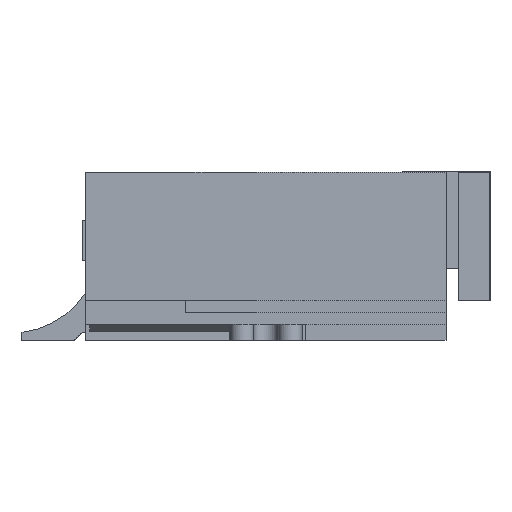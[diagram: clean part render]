
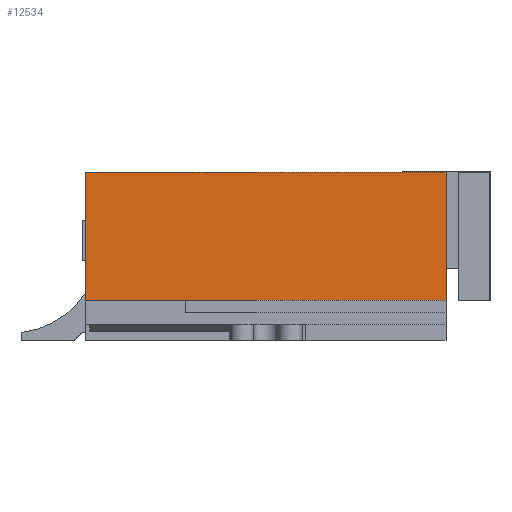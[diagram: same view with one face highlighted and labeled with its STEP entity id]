
A CAD part, left-side view. The second image highlights one B-rep face of the part: STEP entity #12534.
In plain terms, the highlighted planar face has unit normal (-1, 0, 0).
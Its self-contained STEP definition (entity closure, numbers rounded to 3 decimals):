
#12534=ADVANCED_FACE('',(#22244),#22246,.F.);
#22244=FACE_BOUND('',#22245,.T.);
#22245=EDGE_LOOP('',(#30819,#30820,#30821,#30822));
#22246=PLANE('',#22247);
#22247=AXIS2_PLACEMENT_3D('',#22248,#22249,#22250);
#22248=CARTESIAN_POINT('',(-2.4,0.,0.));
#22249=DIRECTION('',(1.,0.,0.));
#22250=DIRECTION('',(0.,1.,0.));
#30819=ORIENTED_EDGE('',*,*,#35107,.F.);
#30820=ORIENTED_EDGE('',*,*,#35104,.F.);
#30821=ORIENTED_EDGE('',*,*,#35101,.F.);
#30822=ORIENTED_EDGE('',*,*,#35097,.F.);
#35097=EDGE_CURVE('',#42124,#42125,#42126,.T.);
#35101=EDGE_CURVE('',#42125,#42132,#42133,.T.);
#35104=EDGE_CURVE('',#42132,#42137,#42138,.T.);
#35107=EDGE_CURVE('',#42137,#42124,#42142,.T.);
#42124=VERTEX_POINT('',#57999);
#42125=VERTEX_POINT('',#58000);
#42126=LINE('',#58001,#58002);
#42132=VERTEX_POINT('',#58015);
#42133=LINE('',#58016,#58017);
#42137=VERTEX_POINT('',#58026);
#42138=LINE('',#58027,#58028);
#42142=LINE('',#58037,#58038);
#57999=CARTESIAN_POINT('',(-2.4,-5.25,0.5));
#58000=CARTESIAN_POINT('',(-2.4,-0.75,0.5));
#58001=CARTESIAN_POINT('',(-2.4,-5.25,0.5));
#58002=VECTOR('',#58003,1.);
#58003=DIRECTION('',(0.,1.,0.));
#58015=CARTESIAN_POINT('',(-2.4,-0.75,2.1));
#58016=CARTESIAN_POINT('',(-2.4,-0.75,0.5));
#58017=VECTOR('',#58018,1.);
#58018=DIRECTION('',(0.,0.,1.));
#58026=CARTESIAN_POINT('',(-2.4,-5.25,2.1));
#58027=CARTESIAN_POINT('',(-2.4,-0.75,2.1));
#58028=VECTOR('',#58029,1.);
#58029=DIRECTION('',(0.,-1.,0.));
#58037=CARTESIAN_POINT('',(-2.4,-5.25,2.1));
#58038=VECTOR('',#58039,1.);
#58039=DIRECTION('',(0.,0.,-1.));
